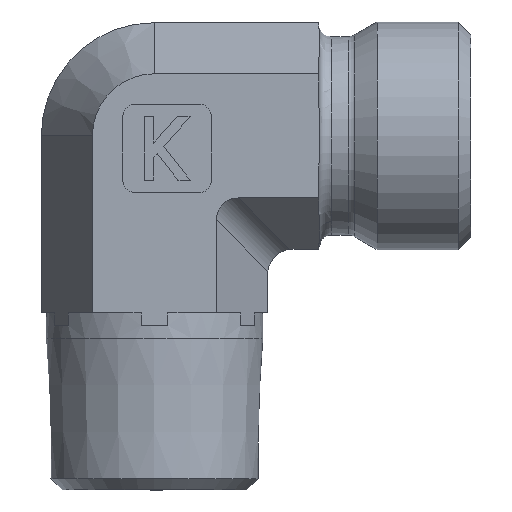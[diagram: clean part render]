
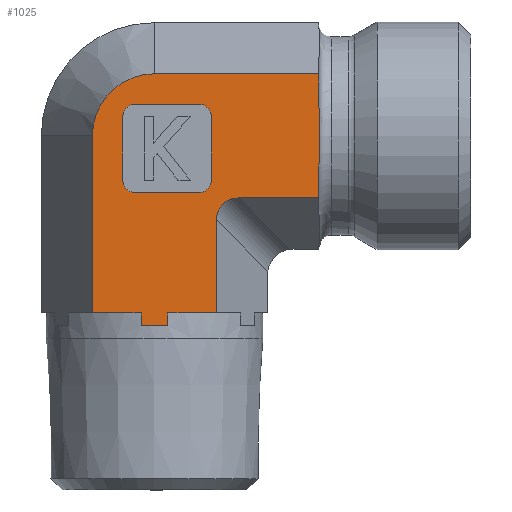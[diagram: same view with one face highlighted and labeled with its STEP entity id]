
A CAD part, left-side view. The second image highlights one B-rep face of the part: STEP entity #1025.
In plain terms, the highlighted planar face has unit normal (-1, 0, 0).
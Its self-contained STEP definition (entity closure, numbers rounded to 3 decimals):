
#529=CARTESIAN_POINT('',(-27.685,8.487,1.));
#530=VERTEX_POINT('',#529);
#531=CARTESIAN_POINT('',(-27.685,4.636,1.));
#532=VERTEX_POINT('',#531);
#533=CARTESIAN_POINT('',(-27.685,8.487,1.));
#534=DIRECTION('',(0.0,-1.0,0.0));
#535=VECTOR('',#534,3.85);
#536=LINE('',#533,#535);
#537=EDGE_CURVE('',#530,#532,#536,.T.);
#597=CARTESIAN_POINT('',(-27.685,14.451,1.));
#598=VERTEX_POINT('',#597);
#605=CARTESIAN_POINT('',(-27.685,10.601,1.));
#606=VERTEX_POINT('',#605);
#614=CARTESIAN_POINT('',(-27.685,14.451,1.));
#615=DIRECTION('',(0.0,-1.0,0.0));
#616=VECTOR('',#615,3.85);
#617=LINE('',#614,#616);
#618=EDGE_CURVE('',#598,#606,#617,.T.);
#746=CARTESIAN_POINT('',(-27.685,8.487,0.0));
#747=VERTEX_POINT('',#746);
#748=CARTESIAN_POINT('',(-27.685,8.487,0.0));
#749=DIRECTION('',(0.0,0.0,1.0));
#750=VECTOR('',#749,1.);
#751=LINE('',#748,#750);
#752=EDGE_CURVE('',#747,#530,#751,.T.);
#754=CARTESIAN_POINT('',(-27.685,10.601,0.0));
#755=VERTEX_POINT('',#754);
#763=CARTESIAN_POINT('',(-27.685,10.601,1.));
#764=DIRECTION('',(0.0,0.0,-1.0));
#765=VECTOR('',#764,1.);
#766=LINE('',#763,#765);
#767=EDGE_CURVE('',#606,#755,#766,.T.);
#825=CARTESIAN_POINT('',(-27.685,10.601,0.0));
#826=DIRECTION('',(0.0,-1.0,0.0));
#827=VECTOR('',#826,2.114);
#828=LINE('',#825,#827);
#829=EDGE_CURVE('',#755,#747,#828,.T.);
#864=CARTESIAN_POINT('',(-27.685,4.636,0.0));
#865=DIRECTION('',(-1.0,0.0,0.0));
#866=DIRECTION('',(0.0,0.0,1.0));
#867=AXIS2_PLACEMENT_3D('',#864,#865,#866);
#868=PLANE('',#867);
#869=ORIENTED_EDGE('',*,*,#618,.T.);
#870=ORIENTED_EDGE('',*,*,#767,.T.);
#871=ORIENTED_EDGE('',*,*,#829,.T.);
#872=ORIENTED_EDGE('',*,*,#752,.T.);
#873=ORIENTED_EDGE('',*,*,#537,.T.);
#874=CARTESIAN_POINT('',(-27.685,4.636,8.36));
#875=VERTEX_POINT('',#874);
#876=CARTESIAN_POINT('',(-27.685,4.636,1.));
#877=DIRECTION('',(0.0,0.0,1.0));
#878=VECTOR('',#877,7.36);
#879=LINE('',#876,#878);
#880=EDGE_CURVE('',#532,#875,#879,.T.);
#881=ORIENTED_EDGE('',*,*,#880,.T.);
#882=CARTESIAN_POINT('',(-27.685,2.904,10.093));
#883=VERTEX_POINT('',#882);
#884=CARTESIAN_POINT('',(-27.685,2.327,7.783));
#885=DIRECTION('',(-1.0,0.0,0.0));
#886=DIRECTION('',(0.0,0.707,0.707));
#887=AXIS2_PLACEMENT_3D('',#884,#885,#886);
#888=ELLIPSE('',#887,2.582,2.0);
#889=EDGE_CURVE('',#883,#875,#888,.T.);
#890=ORIENTED_EDGE('',*,*,#889,.F.);
#891=CARTESIAN_POINT('',(-27.685,-3.456,10.093));
#892=VERTEX_POINT('',#891);
#893=CARTESIAN_POINT('',(-27.685,2.904,10.093));
#894=DIRECTION('',(0.0,-1.0,0.0));
#895=VECTOR('',#894,6.36);
#896=LINE('',#893,#895);
#897=EDGE_CURVE('',#883,#892,#896,.T.);
#898=ORIENTED_EDGE('',*,*,#897,.T.);
#899=CARTESIAN_POINT('',(-27.685,-3.456,12.536));
#900=VERTEX_POINT('',#899);
#901=CARTESIAN_POINT('',(-27.685,-3.456,10.093));
#902=DIRECTION('',(0.0,0.0,1.0));
#903=VECTOR('',#902,2.443);
#904=LINE('',#901,#903);
#905=EDGE_CURVE('',#892,#900,#904,.T.);
#906=ORIENTED_EDGE('',*,*,#905,.T.);
#907=CARTESIAN_POINT('',(-27.685,-3.456,17.464));
#908=VERTEX_POINT('',#907);
#909=CARTESIAN_POINT('',(-27.685,-3.456,12.536));
#910=CARTESIAN_POINT('',(-27.685,-3.456,12.769));
#911=CARTESIAN_POINT('',(-27.685,-3.464,13.048));
#912=CARTESIAN_POINT('',(-27.685,-3.491,13.818));
#913=CARTESIAN_POINT('',(-27.685,-3.519,14.462));
#914=CARTESIAN_POINT('',(-27.685,-3.519,15.538));
#915=CARTESIAN_POINT('',(-27.685,-3.491,16.182));
#916=CARTESIAN_POINT('',(-27.685,-3.464,16.952));
#917=CARTESIAN_POINT('',(-27.685,-3.456,17.231));
#918=CARTESIAN_POINT('',(-27.685,-3.456,17.464));
#919=B_SPLINE_CURVE_WITH_KNOTS('',3,(#909,#910,#911,#912,#913,#914,#915,#916,#917,#918),.UNSPECIFIED.,.F.,.U.,(4,2,2,2,4),(0.782,0.852,1.013,1.174,1.244),.UNSPECIFIED.);
#920=EDGE_CURVE('',#900,#908,#919,.T.);
#921=ORIENTED_EDGE('',*,*,#920,.T.);
#922=CARTESIAN_POINT('',(-27.685,-3.456,19.907));
#923=VERTEX_POINT('',#922);
#924=CARTESIAN_POINT('',(-27.685,-3.456,17.464));
#925=DIRECTION('',(0.0,0.0,1.0));
#926=VECTOR('',#925,2.443);
#927=LINE('',#924,#926);
#928=EDGE_CURVE('',#908,#923,#927,.T.);
#929=ORIENTED_EDGE('',*,*,#928,.T.);
#930=CARTESIAN_POINT('',(-27.685,9.544,19.907));
#931=VERTEX_POINT('',#930);
#932=CARTESIAN_POINT('',(-27.685,9.544,19.907));
#933=DIRECTION('',(0.0,-1.0,0.0));
#934=VECTOR('',#933,13.);
#935=LINE('',#932,#934);
#936=EDGE_CURVE('',#931,#923,#935,.T.);
#937=ORIENTED_EDGE('',*,*,#936,.F.);
#938=CARTESIAN_POINT('',(-27.685,14.451,15.));
#939=VERTEX_POINT('',#938);
#940=CARTESIAN_POINT('',(-27.685,9.544,15.));
#941=DIRECTION('',(-1.0,0.0,0.0));
#942=DIRECTION('',(0.0,0.0,1.0));
#943=AXIS2_PLACEMENT_3D('',#940,#941,#942);
#944=CIRCLE('',#943,4.907);
#945=EDGE_CURVE('',#931,#939,#944,.T.);
#946=ORIENTED_EDGE('',*,*,#945,.T.);
#947=CARTESIAN_POINT('',(-27.685,14.451,1.));
#948=DIRECTION('',(0.0,0.0,1.0));
#949=VECTOR('',#948,14.);
#950=LINE('',#947,#949);
#951=EDGE_CURVE('',#598,#939,#950,.T.);
#952=ORIENTED_EDGE('',*,*,#951,.F.);
#953=EDGE_LOOP('',(#869,#870,#871,#872,#873,#881,#890,#898,#906,#921,#929,#937,#946,#952));
#954=FACE_OUTER_BOUND('',#953,.T.);
#955=CARTESIAN_POINT('',(-27.685,6.044,10.5));
#956=VERTEX_POINT('',#955);
#957=CARTESIAN_POINT('',(-27.685,11.044,10.5));
#958=VERTEX_POINT('',#957);
#959=CARTESIAN_POINT('',(-27.685,6.044,10.5));
#960=DIRECTION('',(0.0,1.0,0.0));
#961=VECTOR('',#960,5.0);
#962=LINE('',#959,#961);
#963=EDGE_CURVE('',#956,#958,#962,.T.);
#964=ORIENTED_EDGE('',*,*,#963,.T.);
#965=CARTESIAN_POINT('',(-27.685,12.044,11.5));
#966=VERTEX_POINT('',#965);
#967=CARTESIAN_POINT('',(-27.685,11.044,11.5));
#968=DIRECTION('',(-1.0,0.0,0.0));
#969=DIRECTION('',(0.0,0.707,-0.707));
#970=AXIS2_PLACEMENT_3D('',#967,#968,#969);
#971=CIRCLE('',#970,1.0);
#972=EDGE_CURVE('',#966,#958,#971,.T.);
#973=ORIENTED_EDGE('',*,*,#972,.F.);
#974=CARTESIAN_POINT('',(-27.685,12.044,16.5));
#975=VERTEX_POINT('',#974);
#976=CARTESIAN_POINT('',(-27.685,12.044,11.5));
#977=DIRECTION('',(0.0,0.0,1.0));
#978=VECTOR('',#977,5.);
#979=LINE('',#976,#978);
#980=EDGE_CURVE('',#966,#975,#979,.T.);
#981=ORIENTED_EDGE('',*,*,#980,.T.);
#982=CARTESIAN_POINT('',(-27.685,11.044,17.5));
#983=VERTEX_POINT('',#982);
#984=CARTESIAN_POINT('',(-27.685,11.044,16.5));
#985=DIRECTION('',(-1.0,0.0,0.0));
#986=DIRECTION('',(0.0,0.707,0.707));
#987=AXIS2_PLACEMENT_3D('',#984,#985,#986);
#988=CIRCLE('',#987,1.0);
#989=EDGE_CURVE('',#983,#975,#988,.T.);
#990=ORIENTED_EDGE('',*,*,#989,.F.);
#991=CARTESIAN_POINT('',(-27.685,6.044,17.5));
#992=VERTEX_POINT('',#991);
#993=CARTESIAN_POINT('',(-27.685,11.044,17.5));
#994=DIRECTION('',(0.0,-1.0,0.0));
#995=VECTOR('',#994,5.);
#996=LINE('',#993,#995);
#997=EDGE_CURVE('',#983,#992,#996,.T.);
#998=ORIENTED_EDGE('',*,*,#997,.T.);
#999=CARTESIAN_POINT('',(-27.685,5.044,16.5));
#1000=VERTEX_POINT('',#999);
#1001=CARTESIAN_POINT('',(-27.685,6.044,16.5));
#1002=DIRECTION('',(-1.0,0.0,0.0));
#1003=DIRECTION('',(0.0,-0.707,0.707));
#1004=AXIS2_PLACEMENT_3D('',#1001,#1002,#1003);
#1005=CIRCLE('',#1004,1.0);
#1006=EDGE_CURVE('',#1000,#992,#1005,.T.);
#1007=ORIENTED_EDGE('',*,*,#1006,.F.);
#1008=CARTESIAN_POINT('',(-27.685,5.044,11.5));
#1009=VERTEX_POINT('',#1008);
#1010=CARTESIAN_POINT('',(-27.685,5.044,16.5));
#1011=DIRECTION('',(0.0,0.0,-1.0));
#1012=VECTOR('',#1011,5.);
#1013=LINE('',#1010,#1012);
#1014=EDGE_CURVE('',#1000,#1009,#1013,.T.);
#1015=ORIENTED_EDGE('',*,*,#1014,.T.);
#1016=CARTESIAN_POINT('',(-27.685,6.044,11.5));
#1017=DIRECTION('',(-1.0,0.0,0.0));
#1018=DIRECTION('',(0.0,-0.707,-0.707));
#1019=AXIS2_PLACEMENT_3D('',#1016,#1017,#1018);
#1020=CIRCLE('',#1019,1.0);
#1021=EDGE_CURVE('',#956,#1009,#1020,.T.);
#1022=ORIENTED_EDGE('',*,*,#1021,.F.);
#1023=EDGE_LOOP('',(#964,#973,#981,#990,#998,#1007,#1015,#1022));
#1024=FACE_BOUND('',#1023,.T.);
#1025=ADVANCED_FACE('',(#954,#1024),#868,.T.);
